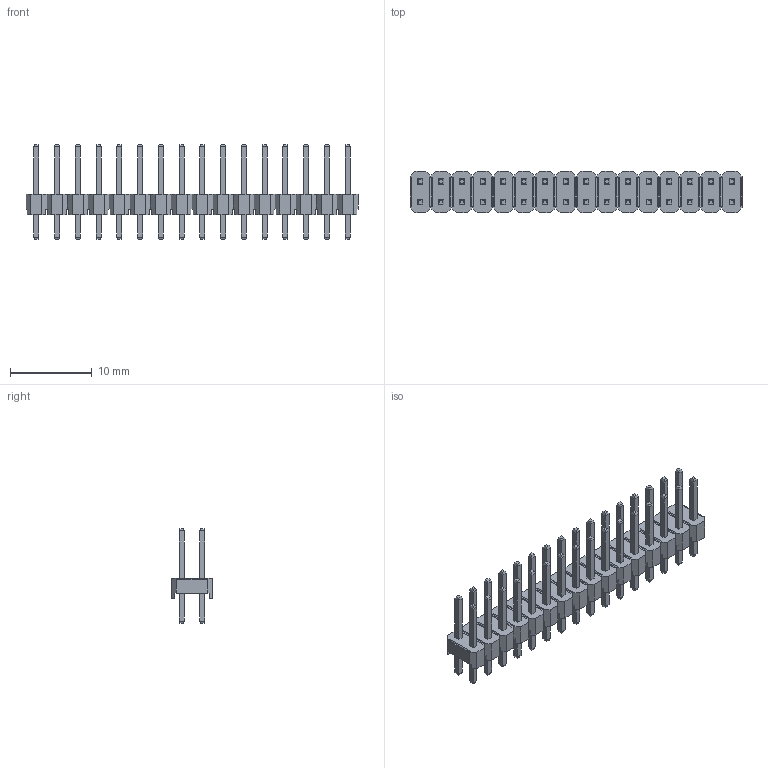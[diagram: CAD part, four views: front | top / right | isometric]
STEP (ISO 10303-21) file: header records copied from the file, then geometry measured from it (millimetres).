
FILE_DESCRIPTION(('STEP AP214'), '1');
FILE_NAME('PLD', '', ('UNSPECIFIED'), ('UNSPECIFIED'), 'ASCON STEP Converter 1.6', 'ASCON Math Kernel', '');
FILE_SCHEMA(('AUTOMOTIVE_DESIGN { 1 0 10303 214 3 1 1}'));
Length unit declared in the file: millimetre
Bounding box: 40.64 x 5.08 x 11.6 mm (x, y, z)
Volume: 493.6 mm3; surface area: 1476.2 mm2
Topology: 1 solids, 1 shells, 823 faces, 1970 edges, 1228 vertices
Faces by surface type: plane 823
Entity records: 29620 total; most frequent: CARTESIAN_POINT 4022, ORIENTED_EDGE 3940, DIRECTION 3618, EDGE_CURVE 1970, LINE 1970, VECTOR 1970, VERTEX_POINT 1228, FACE_BOUND 902
